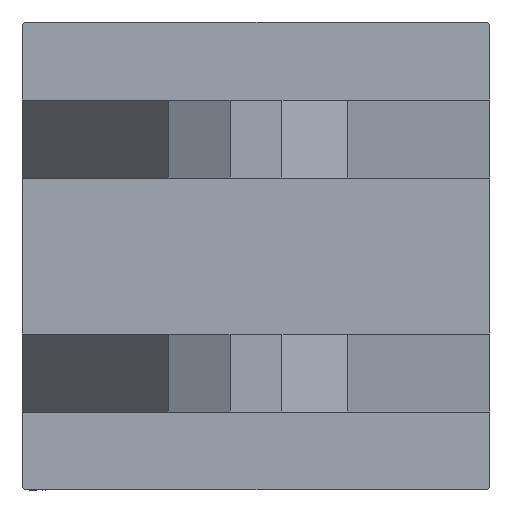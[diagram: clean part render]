
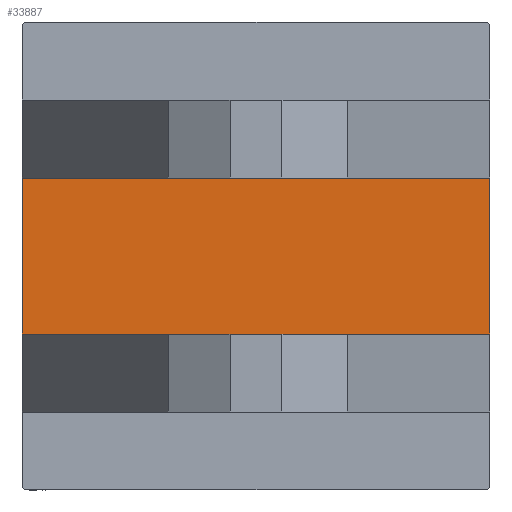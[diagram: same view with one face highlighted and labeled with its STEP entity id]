
A CAD part, left-side view. The second image highlights one B-rep face of the part: STEP entity #33887.
In plain terms, the highlighted planar face has unit normal (-1, 0, 0).
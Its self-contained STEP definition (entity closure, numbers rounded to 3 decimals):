
#589 = LINE ( 'NONE', #15927, #16846 ) ;
#1482 = LINE ( 'NONE', #32185, #30737 ) ;
#6312 = ORIENTED_EDGE ( 'NONE', *, *, #36085, .T. ) ;
#7235 = CARTESIAN_POINT ( 'NONE',  ( 0., 15., 45. ) ) ;
#12008 = CARTESIAN_POINT ( 'NONE',  ( 0., 15., -45. ) ) ;
#13080 = EDGE_CURVE ( 'NONE', #25290, #32525, #28187, .T. ) ;
#14682 = VECTOR ( 'NONE', #27366, 1000. ) ;
#15074 = EDGE_LOOP ( 'NONE', ( #6312, #48516, #47339, #18182 ) ) ;
#15927 = CARTESIAN_POINT ( 'NONE',  ( 0., 45., -45. ) ) ;
#16846 = VECTOR ( 'NONE', #48793, 1000. ) ;
#16950 = EDGE_CURVE ( 'NONE', #25290, #19627, #31132, .T. ) ;
#17556 = AXIS2_PLACEMENT_3D ( 'NONE', #36740, #40521, #29461 ) ;
#18182 = ORIENTED_EDGE ( 'NONE', *, *, #16950, .T. ) ;
#19627 = VERTEX_POINT ( 'NONE', #12008 ) ;
#25290 = VERTEX_POINT ( 'NONE', #7235 ) ;
#25829 = VECTOR ( 'NONE', #39722, 1000. ) ;
#27366 = DIRECTION ( 'NONE',  ( 0., 0., -1. ) ) ;
#28187 = LINE ( 'NONE', #43508, #25829 ) ;
#29461 = DIRECTION ( 'NONE',  ( 0., 0., 1. ) ) ;
#30737 = VECTOR ( 'NONE', #43754, 1000. ) ;
#31132 = LINE ( 'NONE', #46450, #14682 ) ;
#32185 = CARTESIAN_POINT ( 'NONE',  ( 0., -15., 45. ) ) ;
#32525 = VERTEX_POINT ( 'NONE', #41407 ) ;
#33887 = ADVANCED_FACE ( 'NONE', ( #36503 ), #40763, .T. ) ;
#36085 = EDGE_CURVE ( 'NONE', #19627, #45563, #589, .T. ) ;
#36503 = FACE_OUTER_BOUND ( 'NONE', #15074, .T. ) ;
#36740 = CARTESIAN_POINT ( 'NONE',  ( 0., 0., 0. ) ) ;
#39722 = DIRECTION ( 'NONE',  ( 0., -1., 0. ) ) ;
#40521 = DIRECTION ( 'NONE',  ( -1., 0., 0. ) ) ;
#40763 = PLANE ( 'NONE',  #17556 ) ;
#41407 = CARTESIAN_POINT ( 'NONE',  ( 0., -15., 45. ) ) ;
#43508 = CARTESIAN_POINT ( 'NONE',  ( 0., 45., 45. ) ) ;
#43754 = DIRECTION ( 'NONE',  ( 0., 0., -1. ) ) ;
#45563 = VERTEX_POINT ( 'NONE', #48615 ) ;
#46450 = CARTESIAN_POINT ( 'NONE',  ( 0., 15., 45. ) ) ;
#47104 = EDGE_CURVE ( 'NONE', #32525, #45563, #1482, .T. ) ;
#47339 = ORIENTED_EDGE ( 'NONE', *, *, #13080, .F. ) ;
#48516 = ORIENTED_EDGE ( 'NONE', *, *, #47104, .F. ) ;
#48615 = CARTESIAN_POINT ( 'NONE',  ( 0., -15., -45. ) ) ;
#48793 = DIRECTION ( 'NONE',  ( 0., -1., 0. ) ) ;
